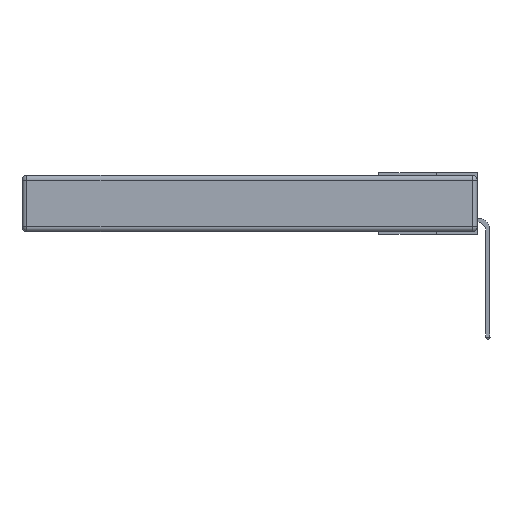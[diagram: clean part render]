
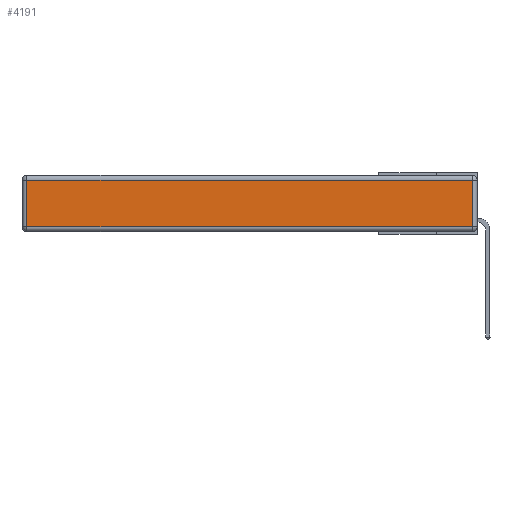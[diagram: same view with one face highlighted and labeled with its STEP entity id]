
A CAD part, left-side view. The second image highlights one B-rep face of the part: STEP entity #4191.
In plain terms, the highlighted planar face has unit normal (-1, 0, 0).
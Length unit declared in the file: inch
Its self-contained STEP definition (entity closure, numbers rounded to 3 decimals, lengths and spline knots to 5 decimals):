
#402 = EDGE_CURVE ( 'NONE', #18571, #975, #17338, .T. ) ;
#975 = VERTEX_POINT ( 'NONE', #15658 ) ;
#1063 = VERTEX_POINT ( 'NONE', #17289 ) ;
#1396 = EDGE_CURVE ( 'NONE', #2028, #18571, #1991, .T. ) ;
#1991 = LINE ( 'NONE', #6337, #14880 ) ;
#2028 = VERTEX_POINT ( 'NONE', #15714 ) ;
#2505 = CARTESIAN_POINT ( 'NONE',  ( 0., 0., -0.313 ) ) ;
#2534 = ORIENTED_EDGE ( 'NONE', *, *, #402, .T. ) ;
#4191 = ADVANCED_FACE ( 'NONE', ( #11827 ), #14817, .T. ) ;
#5442 = EDGE_LOOP ( 'NONE', ( #2534, #13447, #10466, #7422 ) ) ;
#5746 = AXIS2_PLACEMENT_3D ( 'NONE', #6175, #10335, #16259 ) ;
#6175 = CARTESIAN_POINT ( 'NONE',  ( 0., 0., -0.343 ) ) ;
#6337 = CARTESIAN_POINT ( 'NONE',  ( 0., 2.72, -0.343 ) ) ;
#6487 = VECTOR ( 'NONE', #12507, 39.37008 ) ;
#7134 = LINE ( 'NONE', #8335, #16137 ) ;
#7422 = ORIENTED_EDGE ( 'NONE', *, *, #1396, .T. ) ;
#8335 = CARTESIAN_POINT ( 'NONE',  ( 0., 2.75, -0.03 ) ) ;
#10335 = DIRECTION ( 'NONE',  ( -1., 0., 0. ) ) ;
#10466 = ORIENTED_EDGE ( 'NONE', *, *, #17356, .T. ) ;
#11827 = FACE_OUTER_BOUND ( 'NONE', #5442, .T. ) ;
#12458 = CARTESIAN_POINT ( 'NONE',  ( 0., 2.72, -0.313 ) ) ;
#12507 = DIRECTION ( 'NONE',  ( 0., -1., 0. ) ) ;
#13447 = ORIENTED_EDGE ( 'NONE', *, *, #13924, .T. ) ;
#13924 = EDGE_CURVE ( 'NONE', #975, #1063, #18516, .T. ) ;
#14656 = VECTOR ( 'NONE', #15370, 39.37008 ) ;
#14817 = PLANE ( 'NONE',  #5746 ) ;
#14880 = VECTOR ( 'NONE', #18062, 39.37008 ) ;
#15370 = DIRECTION ( 'NONE',  ( 0., 0., 1. ) ) ;
#15606 = DIRECTION ( 'NONE',  ( 0., 1., 0. ) ) ;
#15658 = CARTESIAN_POINT ( 'NONE',  ( 0., 0.03, -0.313 ) ) ;
#15714 = CARTESIAN_POINT ( 'NONE',  ( 0., 2.72, -0.03 ) ) ;
#16137 = VECTOR ( 'NONE', #15606, 39.37008 ) ;
#16259 = DIRECTION ( 'NONE',  ( 0., 0., 1. ) ) ;
#17289 = CARTESIAN_POINT ( 'NONE',  ( 0., 0.03, -0.03 ) ) ;
#17338 = LINE ( 'NONE', #2505, #6487 ) ;
#17356 = EDGE_CURVE ( 'NONE', #1063, #2028, #7134, .T. ) ;
#18062 = DIRECTION ( 'NONE',  ( 0., 0., -1. ) ) ;
#18081 = CARTESIAN_POINT ( 'NONE',  ( 0., 0.03, -0.343 ) ) ;
#18516 = LINE ( 'NONE', #18081, #14656 ) ;
#18571 = VERTEX_POINT ( 'NONE', #12458 ) ;
